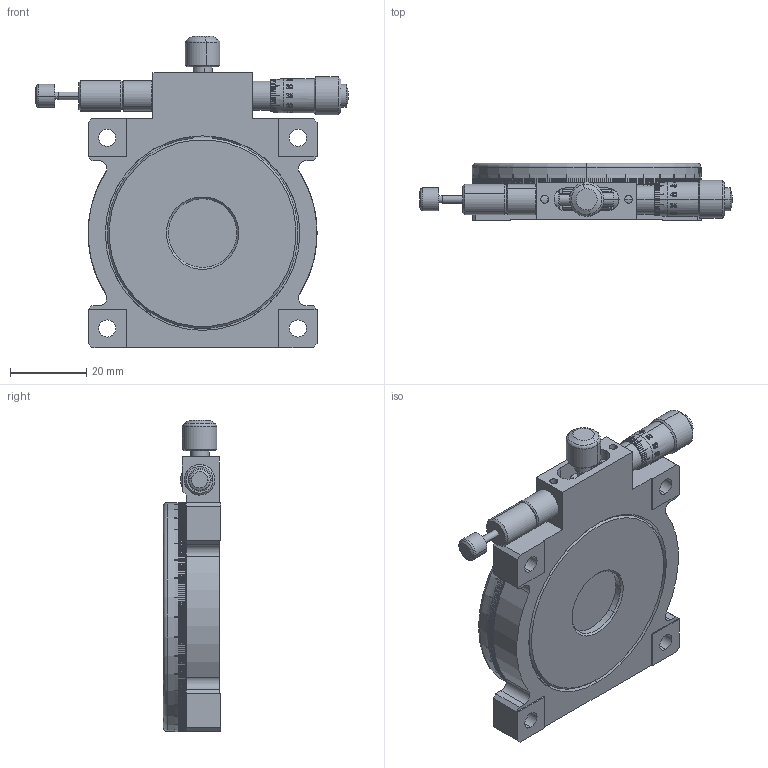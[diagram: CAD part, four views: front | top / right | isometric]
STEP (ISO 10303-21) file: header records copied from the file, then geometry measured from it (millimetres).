
FILE_DESCRIPTION (( 'STEP AP203' ), '1' );
FILE_NAME ('MRL60-AR(«¬¿ý).STEP', '2013-10-08T08:06:18', ( '' ), ( '' ), 'SwSTEP 2.0', 'SolidWorks 2013', '' );
FILE_SCHEMA (( 'CONFIG_CONTROL_DESIGN' ));
Products named in the file (2): Group1^MRL60-AR(型錄); MRL60-AR(型錄)
Assembly tree (1 placements, depth 2):
  MRL60-AR(型錄)
    Group1^MRL60-AR(型錄)
Bounding box: 82.05 x 15 x 81.56 mm (x, y, z)
Volume: 43698.7 mm3; surface area: 25414.6 mm2
Topology: 11 solids, 11 shells, 3242 faces, 9125 edges, 6025 vertices
Faces by surface type: plane 2463, bspline 466, cylinder 226, cone 70, torus 10, sphere 7
Entity records: 143741 total; most frequent: CARTESIAN_POINT 64068, ORIENTED_EDGE 18218, DIRECTION 13943, EDGE_CURVE 9109, VERTEX_POINT 6021, LINE 5557, VECTOR 5557, AXIS2_PLACEMENT_3D 4193
